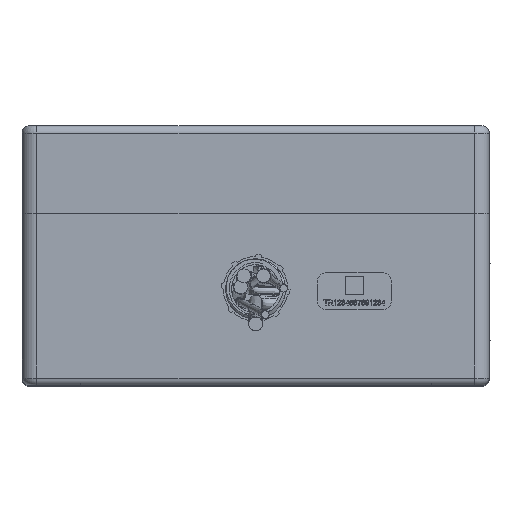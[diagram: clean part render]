
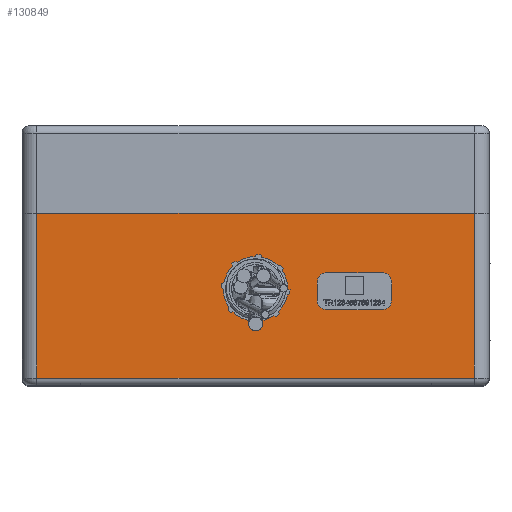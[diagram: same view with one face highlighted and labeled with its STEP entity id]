
A CAD part, top view. The second image highlights one B-rep face of the part: STEP entity #130849.
In plain terms, the highlighted face is planar.
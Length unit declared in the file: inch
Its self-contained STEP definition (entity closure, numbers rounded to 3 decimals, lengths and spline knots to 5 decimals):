
#1074 = LINE ( 'NONE', #15593, #48533 ) ;
#4925 = VERTEX_POINT ( 'NONE', #101714 ) ;
#5757 = DIRECTION ( 'NONE',  ( 1., 0., 0. ) ) ;
#14275 = EDGE_CURVE ( 'NONE', #45241, #88323, #1074, .T. ) ;
#15332 = EDGE_CURVE ( 'NONE', #127986, #65096, #22469, .T. ) ;
#15593 = CARTESIAN_POINT ( 'NONE',  ( -2.95, 0.1, -3.15 ) ) ;
#15765 = AXIS2_PLACEMENT_3D ( 'NONE', #103872, #93338, #26651 ) ;
#17792 = ORIENTED_EDGE ( 'NONE', *, *, #14275, .T. ) ;
#18524 = DIRECTION ( 'NONE',  ( 0., 0., 1. ) ) ;
#21191 = ORIENTED_EDGE ( 'NONE', *, *, #26513, .F. ) ;
#22469 = CIRCLE ( 'NONE', #31027, 0.4 ) ;
#26513 = EDGE_CURVE ( 'NONE', #4925, #40583, #105317, .T. ) ;
#26651 = DIRECTION ( 'NONE',  ( -1., 0., 0. ) ) ;
#28770 = DIRECTION ( 'NONE',  ( 0., -1., 0. ) ) ;
#30303 = VECTOR ( 'NONE', #125945, 39.37008 ) ;
#31027 = AXIS2_PLACEMENT_3D ( 'NONE', #48129, #124541, #38237 ) ;
#38237 = DIRECTION ( 'NONE',  ( -1., 0., 0. ) ) ;
#38657 = CARTESIAN_POINT ( 'NONE',  ( -6.93557, 2.322, -3.15 ) ) ;
#40583 = VERTEX_POINT ( 'NONE', #51949 ) ;
#41074 = VECTOR ( 'NONE', #28770, 39.37008 ) ;
#45241 = VERTEX_POINT ( 'NONE', #140986 ) ;
#48129 = CARTESIAN_POINT ( 'NONE',  ( 0., 1.302, -3.15 ) ) ;
#48533 = VECTOR ( 'NONE', #114229, 39.37008 ) ;
#51949 = CARTESIAN_POINT ( 'NONE',  ( -2.95, 2.322, -3.15 ) ) ;
#55191 = FACE_OUTER_BOUND ( 'NONE', #130712, .T. ) ;
#59517 = LINE ( 'NONE', #132906, #136542 ) ;
#60546 = CARTESIAN_POINT ( 'NONE',  ( -2.95, 2.402, -3.15 ) ) ;
#64448 = EDGE_CURVE ( 'NONE', #40583, #88323, #112697, .T. ) ;
#65096 = VERTEX_POINT ( 'NONE', #73298 ) ;
#73298 = CARTESIAN_POINT ( 'NONE',  ( 0.4, 1.302, -3.15 ) ) ;
#76722 = CIRCLE ( 'NONE', #15765, 0.4 ) ;
#80325 = CARTESIAN_POINT ( 'NONE',  ( -2.95, 0.1, -3.15 ) ) ;
#88323 = VERTEX_POINT ( 'NONE', #80325 ) ;
#93338 = DIRECTION ( 'NONE',  ( 0., 0., -1. ) ) ;
#99593 = ORIENTED_EDGE ( 'NONE', *, *, #64448, .F. ) ;
#100331 = CARTESIAN_POINT ( 'NONE',  ( -0.4, 1.302, -3.15 ) ) ;
#101126 = AXIS2_PLACEMENT_3D ( 'NONE', #114815, #18524, #5757 ) ;
#101714 = CARTESIAN_POINT ( 'NONE',  ( 2.95, 2.322, -3.15 ) ) ;
#102288 = DIRECTION ( 'NONE',  ( 0., -1., 0. ) ) ;
#103872 = CARTESIAN_POINT ( 'NONE',  ( 0., 1.302, -3.15 ) ) ;
#104339 = PLANE ( 'NONE',  #101126 ) ;
#105317 = LINE ( 'NONE', #38657, #30303 ) ;
#111731 = FACE_BOUND ( 'NONE', #119178, .T. ) ;
#112697 = LINE ( 'NONE', #60546, #41074 ) ;
#114229 = DIRECTION ( 'NONE',  ( -1., 0., 0. ) ) ;
#114815 = CARTESIAN_POINT ( 'NONE',  ( -2.95, 2.402, -3.15 ) ) ;
#119178 = EDGE_LOOP ( 'NONE', ( #122995, #126353 ) ) ;
#121188 = EDGE_CURVE ( 'NONE', #4925, #45241, #59517, .T. ) ;
#122995 = ORIENTED_EDGE ( 'NONE', *, *, #15332, .F. ) ;
#123042 = EDGE_CURVE ( 'NONE', #65096, #127986, #76722, .T. ) ;
#124541 = DIRECTION ( 'NONE',  ( 0., 0., -1. ) ) ;
#125945 = DIRECTION ( 'NONE',  ( -1., 0., 0. ) ) ;
#126353 = ORIENTED_EDGE ( 'NONE', *, *, #123042, .F. ) ;
#127986 = VERTEX_POINT ( 'NONE', #100331 ) ;
#130712 = EDGE_LOOP ( 'NONE', ( #130911, #17792, #99593, #21191 ) ) ;
#130849 = ADVANCED_FACE ( 'NONE', ( #111731, #55191 ), #104339, .F. ) ;
#130911 = ORIENTED_EDGE ( 'NONE', *, *, #121188, .T. ) ;
#132906 = CARTESIAN_POINT ( 'NONE',  ( 2.95, 2.402, -3.15 ) ) ;
#136542 = VECTOR ( 'NONE', #102288, 39.37008 ) ;
#140986 = CARTESIAN_POINT ( 'NONE',  ( 2.95, 0.1, -3.15 ) ) ;
